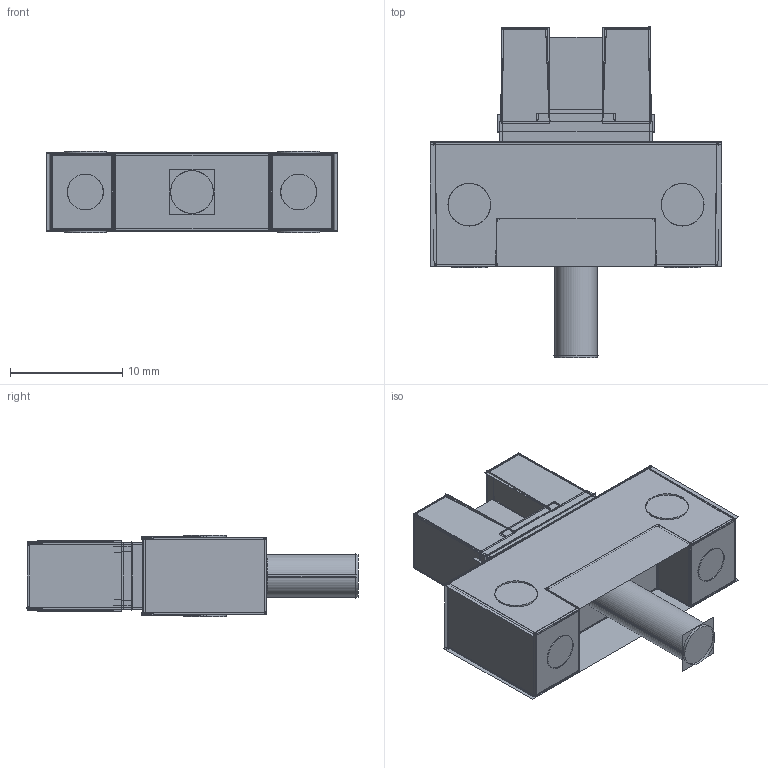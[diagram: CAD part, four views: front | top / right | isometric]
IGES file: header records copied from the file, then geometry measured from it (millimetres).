
Start section:  PTC IGES file: 240178_sm01.igs
Global section: file name: 240178_sm01.igs; native system: Creo Parametric by PTC Inc.; preprocessor: 2022414; author: banengservice; organization: Unknown; date: 20240604.105352; units: millimetre
Bounding box: 26 x 29.56 x 7.24 mm (x, y, z)
Volume: 1937.5 mm3; surface area: 10154.3 mm2
Topology: 1 solids, 2 shells, 886 faces, 4206 edges, 5071 vertices
Faces by surface type: bspline 700, revolution 186
